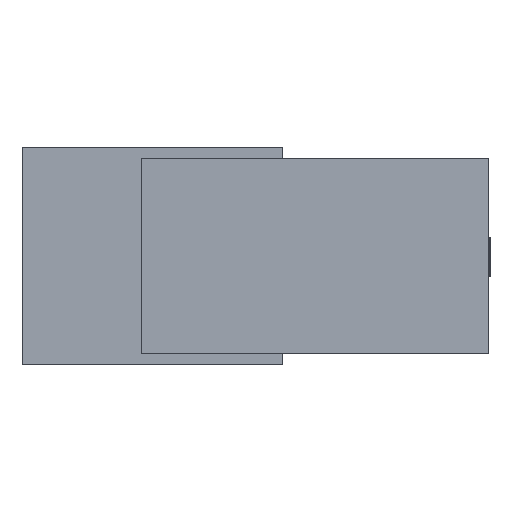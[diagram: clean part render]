
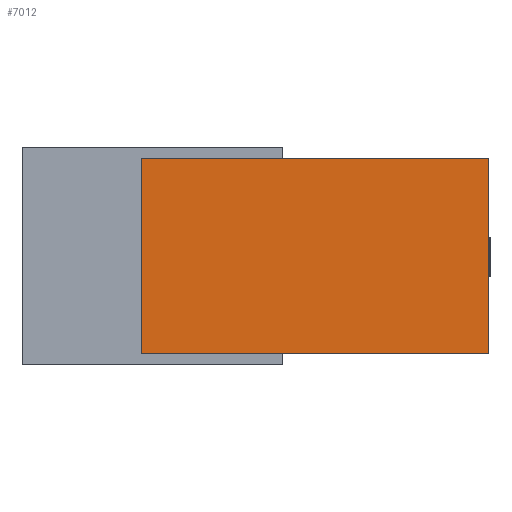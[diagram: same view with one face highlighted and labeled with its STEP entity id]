
A CAD part, top view. The second image highlights one B-rep face of the part: STEP entity #7012.
In plain terms, the highlighted planar face has unit normal (0, 0, 1).
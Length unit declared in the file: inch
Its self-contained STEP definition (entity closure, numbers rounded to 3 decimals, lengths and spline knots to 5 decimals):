
#6870=CARTESIAN_POINT('',(-4.,-2.25,0.375));
#6871=VERTEX_POINT('',#6870);
#6872=CARTESIAN_POINT('',(-4.,2.25,0.375));
#6873=VERTEX_POINT('',#6872);
#6874=CARTESIAN_POINT('',(-4.,-2.25,0.375));
#6875=DIRECTION('',(0.0,1.0,0.0));
#6876=VECTOR('',#6875,4.5);
#6877=LINE('',#6874,#6876);
#6878=EDGE_CURVE('',#6871,#6873,#6877,.T.);
#6910=CARTESIAN_POINT('',(4.,2.25,0.375));
#6911=VERTEX_POINT('',#6910);
#6912=CARTESIAN_POINT('',(-4.,2.25,0.375));
#6913=DIRECTION('',(1.0,0.0,0.0));
#6914=VECTOR('',#6913,8.0);
#6915=LINE('',#6912,#6914);
#6916=EDGE_CURVE('',#6873,#6911,#6915,.T.);
#6941=CARTESIAN_POINT('',(4.0,-2.25,0.375));
#6942=VERTEX_POINT('',#6941);
#6943=CARTESIAN_POINT('',(4.,2.25,0.375));
#6944=DIRECTION('',(0.0,-1.0,0.0));
#6945=VECTOR('',#6944,4.5);
#6946=LINE('',#6943,#6945);
#6947=EDGE_CURVE('',#6911,#6942,#6946,.T.);
#6972=CARTESIAN_POINT('',(4.,-2.25,0.375));
#6973=DIRECTION('',(-1.0,0.0,0.0));
#6974=VECTOR('',#6973,8.0);
#6975=LINE('',#6972,#6974);
#6976=EDGE_CURVE('',#6942,#6871,#6975,.T.);
#7001=CARTESIAN_POINT('',(0.,0.,0.375));
#7002=DIRECTION('',(0.0,0.0,1.0));
#7003=DIRECTION('',(1.0,0.0,0.0));
#7004=AXIS2_PLACEMENT_3D('',#7001,#7002,#7003);
#7005=PLANE('',#7004);
#7006=ORIENTED_EDGE('',*,*,#6878,.F.);
#7007=ORIENTED_EDGE('',*,*,#6976,.F.);
#7008=ORIENTED_EDGE('',*,*,#6947,.F.);
#7009=ORIENTED_EDGE('',*,*,#6916,.F.);
#7010=EDGE_LOOP('',(#7006,#7007,#7008,#7009));
#7011=FACE_OUTER_BOUND('',#7010,.T.);
#7012=ADVANCED_FACE('',(#7011),#7005,.T.);
